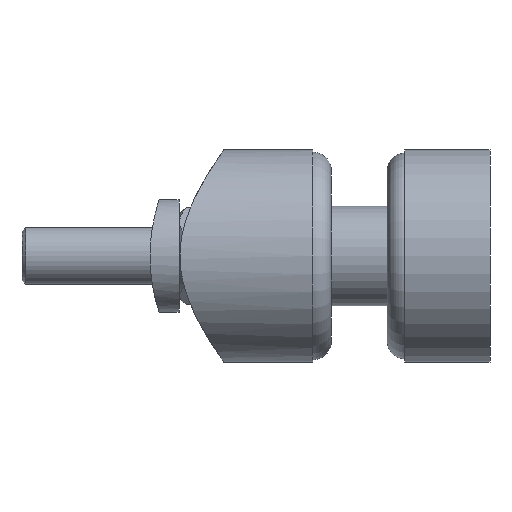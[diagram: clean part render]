
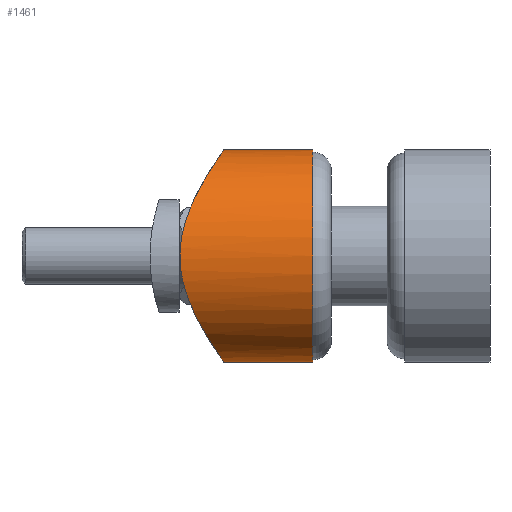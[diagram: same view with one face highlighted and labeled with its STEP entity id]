
A CAD part, front view. The second image highlights one B-rep face of the part: STEP entity #1461.
In plain terms, the highlighted cylindrical face has radius 15 mm (diameter 30 mm), a partial arc.
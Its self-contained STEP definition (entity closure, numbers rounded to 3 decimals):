
#2 = CARTESIAN_POINT ( 'NONE',  ( -2.743, -14.87, 2.038 ) ) ;
#11 = CARTESIAN_POINT ( 'NONE',  ( -2.769, -14.896, -1.784 ) ) ;
#63 = CARTESIAN_POINT ( 'NONE',  ( 3.346, -0.51, -15. ) ) ;
#83 = ORIENTED_EDGE ( 'NONE', *, *, #1948, .T. ) ;
#118 = LINE ( 'NONE', #2126, #740 ) ;
#136 = CARTESIAN_POINT ( 'NONE',  ( -2.472, -14.59, 3.519 ) ) ;
#147 = CARTESIAN_POINT ( 'NONE',  ( 1.235, -9.232, -11.832 ) ) ;
#156 = CARTESIAN_POINT ( 'NONE',  ( -1.606, -13.621, -6.302 ) ) ;
#168 = CARTESIAN_POINT ( 'NONE',  ( 3.253, -2.049, -14.868 ) ) ;
#204 = CARTESIAN_POINT ( 'NONE',  ( 3.346, 0., -15. ) ) ;
#276 = EDGE_CURVE ( 'NONE', #499, #783, #118, .T. ) ;
#299 = CARTESIAN_POINT ( 'NONE',  ( 2.641, -5.445, 13.985 ) ) ;
#312 = CARTESIAN_POINT ( 'NONE',  ( -2.354, -14.465, 4. ) ) ;
#321 = CARTESIAN_POINT ( 'NONE',  ( 2.234, -6.791, 13.383 ) ) ;
#334 = CARTESIAN_POINT ( 'NONE',  ( 3.055, -3.541, -14.585 ) ) ;
#344 = CARTESIAN_POINT ( 'NONE',  ( 0.863, -9.964, -11.222 ) ) ;
#407 = CARTESIAN_POINT ( 'NONE',  ( 15.846, 0., 0. ) ) ;
#467 = VERTEX_POINT ( 'NONE', #1254 ) ;
#480 = CARTESIAN_POINT ( 'NONE',  ( 3.057, -3.525, 14.589 ) ) ;
#491 = CARTESIAN_POINT ( 'NONE',  ( -2.866, -14.994, 0.502 ) ) ;
#499 = VERTEX_POINT ( 'NONE', #1432 ) ;
#502 = CARTESIAN_POINT ( 'NONE',  ( -0.306, -11.914, -9.162 ) ) ;
#513 = CARTESIAN_POINT ( 'NONE',  ( -2.617, -14.74, -2.79 ) ) ;
#535 = CARTESIAN_POINT ( 'NONE',  ( -24.654, 0., 0. ) ) ;
#550 = B_SPLINE_CURVE_WITH_KNOTS ( 'NONE', 3,
 ( #686, #2038, #1853, #480, #1186, #1377, #299, #1707, #321, #1542, #663, #1846, #1367, #1173, #1876, #1386, #674, #1716, #1833, #312, #136, #2019, #2, #1502, #2155, #491, #1020, #1196, #1682, #11, #1694, #2028, #513, #1994, #834, #156, #1009, #1217, #1674, #502, #1510, #859, #344, #147, #653, #847, #1342, #1533, #1204, #1864, #334, #1044, #168, #872, #63, #204 ),
 .UNSPECIFIED., .F., .F.,
 ( 4, 2, 2, 2, 2, 2, 2, 2, 2, 2, 2, 2, 2, 2, 2, 2, 2, 2, 2, 2, 2, 2, 2, 2, 2, 2, 2, 4 ),
 ( 0., 0.003, 0.005, 0.006, 0.008, 0.009, 0.012, 0.015, 0.018, 0.02, 0.021, 0.023, 0.024, 0.024, 0.026, 0.027, 0.027, 0.031, 0.032, 0.034, 0.037, 0.038, 0.04, 0.043, 0.044, 0.046, 0.047, 0.049 ),
 .UNSPECIFIED. ) ;
#591 = DIRECTION ( 'NONE',  ( -1., 0., 0. ) ) ;
#624 = LINE ( 'NONE', #1810, #1936 ) ;
#653 = CARTESIAN_POINT ( 'NONE',  ( 1.415, -8.852, -12.119 ) ) ;
#656 = ORIENTED_EDGE ( 'NONE', *, *, #1356, .T. ) ;
#663 = CARTESIAN_POINT ( 'NONE',  ( 1.759, -8.061, 12.659 ) ) ;
#674 = CARTESIAN_POINT ( 'NONE',  ( -1.443, -13.431, 6.749 ) ) ;
#686 = CARTESIAN_POINT ( 'NONE',  ( 3.346, 0., 15. ) ) ;
#732 = CARTESIAN_POINT ( 'NONE',  ( 3.346, 0., 15. ) ) ;
#740 = VECTOR ( 'NONE', #967, 1000. ) ;
#783 = VERTEX_POINT ( 'NONE', #732 ) ;
#834 = CARTESIAN_POINT ( 'NONE',  ( -2.094, -14.189, -4.962 ) ) ;
#847 = CARTESIAN_POINT ( 'NONE',  ( 1.929, -7.669, -12.927 ) ) ;
#859 = CARTESIAN_POINT ( 'NONE',  ( 0.67, -10.318, -10.898 ) ) ;
#872 = CARTESIAN_POINT ( 'NONE',  ( 3.328, -1.024, -14.974 ) ) ;
#939 = DIRECTION ( 'NONE',  ( 0., 0., 1. ) ) ;
#967 = DIRECTION ( 'NONE',  ( -1., 0., 0. ) ) ;
#971 = AXIS2_PLACEMENT_3D ( 'NONE', #535, #1699, #1381 ) ;
#1009 = CARTESIAN_POINT ( 'NONE',  ( -1.431, -13.409, -6.74 ) ) ;
#1020 = CARTESIAN_POINT ( 'NONE',  ( -2.873, -15., 0.246 ) ) ;
#1044 = CARTESIAN_POINT ( 'NONE',  ( 3.198, -2.552, -14.79 ) ) ;
#1173 = CARTESIAN_POINT ( 'NONE',  ( 0.088, -11.319, 9.888 ) ) ;
#1186 = CARTESIAN_POINT ( 'NONE',  ( 2.968, -4.015, 14.461 ) ) ;
#1196 = CARTESIAN_POINT ( 'NONE',  ( -2.872, -15., -0.519 ) ) ;
#1204 = CARTESIAN_POINT ( 'NONE',  ( 2.758, -4.982, -14.157 ) ) ;
#1217 = CARTESIAN_POINT ( 'NONE',  ( -1.067, -12.951, -7.583 ) ) ;
#1254 = CARTESIAN_POINT ( 'NONE',  ( 15.846, 0., -15. ) ) ;
#1259 = DIRECTION ( 'NONE',  ( -1., 0., 0. ) ) ;
#1342 = CARTESIAN_POINT ( 'NONE',  ( 2.241, -6.823, -13.395 ) ) ;
#1356 = EDGE_CURVE ( 'NONE', #467, #499, #2048, .T. ) ;
#1367 = CARTESIAN_POINT ( 'NONE',  ( 0.862, -9.988, 11.231 ) ) ;
#1375 = EDGE_LOOP ( 'NONE', ( #2165, #656, #1690, #83 ) ) ;
#1377 = CARTESIAN_POINT ( 'NONE',  ( 2.759, -4.978, 14.159 ) ) ;
#1381 = DIRECTION ( 'NONE',  ( 0., 0., 1. ) ) ;
#1386 = CARTESIAN_POINT ( 'NONE',  ( -1.078, -12.978, 7.581 ) ) ;
#1405 = CYLINDRICAL_SURFACE ( 'NONE', #971, 15. ) ;
#1432 = CARTESIAN_POINT ( 'NONE',  ( 15.846, 0., 15. ) ) ;
#1461 = ADVANCED_FACE ( 'NONE', ( #2059 ), #1405, .T. ) ;
#1502 = CARTESIAN_POINT ( 'NONE',  ( -2.82, -14.948, 1.273 ) ) ;
#1510 = CARTESIAN_POINT ( 'NONE',  ( 0.088, -11.319, -9.888 ) ) ;
#1533 = CARTESIAN_POINT ( 'NONE',  ( 2.638, -5.454, -13.982 ) ) ;
#1542 = CARTESIAN_POINT ( 'NONE',  ( 1.925, -7.645, 12.915 ) ) ;
#1599 = CARTESIAN_POINT ( 'NONE',  ( 3.346, 0., -15. ) ) ;
#1674 = CARTESIAN_POINT ( 'NONE',  ( -0.879, -12.704, -7.989 ) ) ;
#1682 = CARTESIAN_POINT ( 'NONE',  ( -2.846, -14.973, -1.027 ) ) ;
#1690 = ORIENTED_EDGE ( 'NONE', *, *, #276, .T. ) ;
#1694 = CARTESIAN_POINT ( 'NONE',  ( -2.737, -14.863, -2.036 ) ) ;
#1699 = DIRECTION ( 'NONE',  ( -1., 0., 0. ) ) ;
#1706 = AXIS2_PLACEMENT_3D ( 'NONE', #407, #1259, #939 ) ;
#1707 = CARTESIAN_POINT ( 'NONE',  ( 2.378, -6.352, 13.598 ) ) ;
#1716 = CARTESIAN_POINT ( 'NONE',  ( -1.931, -13.998, 5.411 ) ) ;
#1810 = CARTESIAN_POINT ( 'NONE',  ( -24.654, 0., -15. ) ) ;
#1833 = CARTESIAN_POINT ( 'NONE',  ( -2.083, -14.169, 4.947 ) ) ;
#1844 = EDGE_CURVE ( 'NONE', #467, #2070, #624, .T. ) ;
#1846 = CARTESIAN_POINT ( 'NONE',  ( 1.237, -9.26, 11.841 ) ) ;
#1853 = CARTESIAN_POINT ( 'NONE',  ( 3.271, -2.043, 14.894 ) ) ;
#1864 = CARTESIAN_POINT ( 'NONE',  ( 2.966, -4.027, -14.458 ) ) ;
#1876 = CARTESIAN_POINT ( 'NONE',  ( -0.313, -11.925, 9.148 ) ) ;
#1936 = VECTOR ( 'NONE', #591, 1000. ) ;
#1948 = EDGE_CURVE ( 'NONE', #783, #2070, #550, .T. ) ;
#1994 = CARTESIAN_POINT ( 'NONE',  ( -2.371, -14.485, -4.027 ) ) ;
#2019 = CARTESIAN_POINT ( 'NONE',  ( -2.667, -14.792, 2.538 ) ) ;
#2028 = CARTESIAN_POINT ( 'NONE',  ( -2.661, -14.786, -2.539 ) ) ;
#2038 = CARTESIAN_POINT ( 'NONE',  ( 3.346, -1.033, 15. ) ) ;
#2048 = CIRCLE ( 'NONE', #1706, 15. ) ;
#2059 = FACE_OUTER_BOUND ( 'NONE', #1375, .T. ) ;
#2070 = VERTEX_POINT ( 'NONE', #1599 ) ;
#2126 = CARTESIAN_POINT ( 'NONE',  ( -24.654, 0., 15. ) ) ;
#2155 = CARTESIAN_POINT ( 'NONE',  ( -2.84, -14.968, 1.015 ) ) ;
#2165 = ORIENTED_EDGE ( 'NONE', *, *, #1844, .F. ) ;
